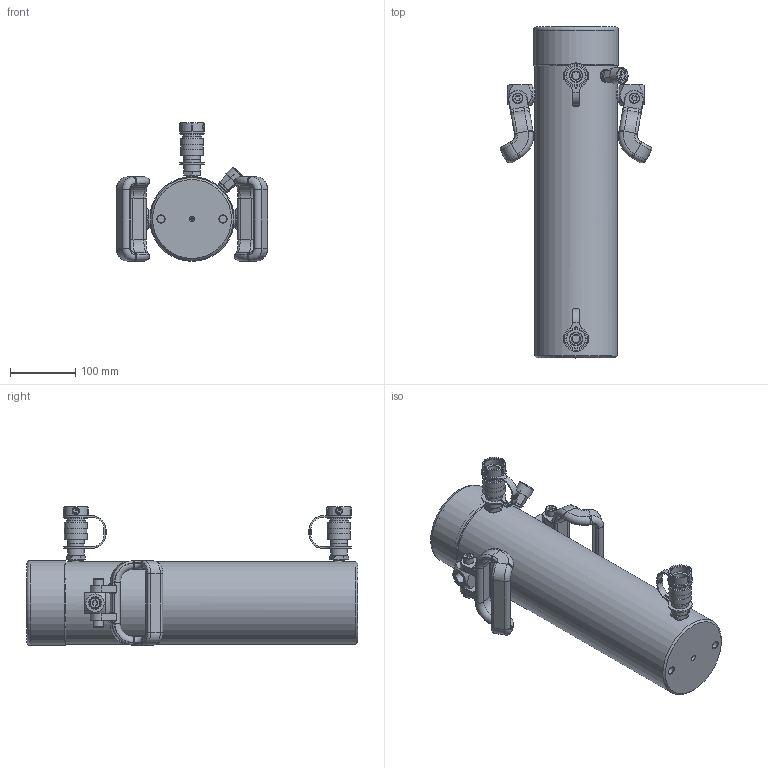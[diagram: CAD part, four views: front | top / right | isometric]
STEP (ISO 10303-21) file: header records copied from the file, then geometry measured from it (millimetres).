
FILE_DESCRIPTION (( 'STEP AP203' ), '1' );
FILE_NAME ('F5513.STEP', '2018-06-26T01:04:41', ( '' ), ( '' ), 'SwSTEP 2.0', 'SolidWorks 2018', '' );
FILE_SCHEMA (( 'CONFIG_CONTROL_DESIGN' ));
Products named in the file (1): F5513
Bounding box: 232.9 x 509.34 x 212.87 mm (x, y, z)
Volume: 5860161.1 mm3; surface area: 777421.1 mm2
Topology: 28 solids, 28 shells, 1526 faces, 3571 edges, 2176 vertices
Faces by surface type: plane 582, cylinder 431, bspline 212, cone 175, torus 110, sphere 16
Full cylindrical faces by diameter (mm): 1.5 x1, 4 x2, 5 x5, 6 x2, 8.376 x4, 8.5 x2, 9.6 x2, 10 x10, 10.5 x3, 10.716 x2, 13 x1, 14.1 x2, 14.275 x3, 14.5 x2, 16 x8, 17 x3, 18 x4, 18.6 x2, 18.9 x2, 19 x1, 19.1 x4, 20 x3, 20.376 x1, 22 x1, 22.6 x2, 23.11 x1, 25 x3, 25.4 x1, 25.5 x4, 25.6 x2
Entity records: 52876 total; most frequent: CARTESIAN_POINT 21197, ORIENTED_EDGE 6282, DIRECTION 6195, EDGE_CURVE 3141, AXIS2_PLACEMENT_3D 2388, VERTEX_POINT 2086, EDGE_LOOP 1991, FACE_OUTER_BOUND 1696
